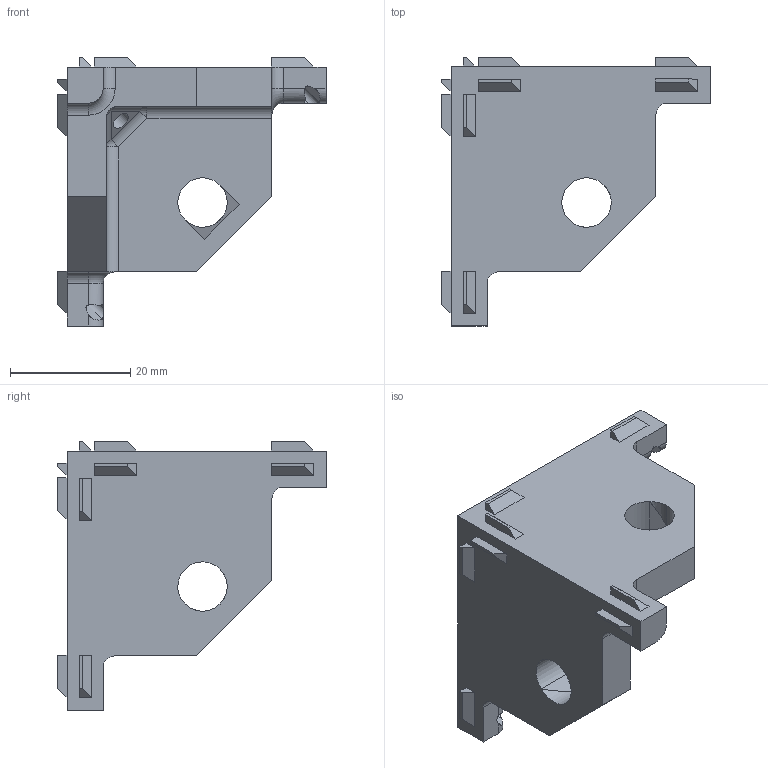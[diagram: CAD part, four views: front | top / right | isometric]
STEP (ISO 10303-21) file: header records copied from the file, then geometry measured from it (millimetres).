
FILE_DESCRIPTION(/* description */ (''),/* implementation_level */ '2;1');
FILE_NAME(/* name */ '40-010-0.stp',/* time_stamp */ '2023-05-16T13:46:31-04:00',/* author */ ('esanner'),/* organization */ (''),/* preprocessor_version */ 'ST-DEVELOPER v19',/* originating_system */ 'AutoCAD Mechanical',/* authorisation */ '');
FILE_SCHEMA (('AUTOMOTIVE_DESIGN { 1 0 10303 214 3 1 1 }'));
Length unit declared in the file: millimetre
Products named in the file (2): Product; 40-010-1
Assembly tree (1 placements, depth 2):
  Product
    40-010-1
Bounding box: 44.5 x 44.5 x 44.5 mm (x, y, z)
Volume: 17033.9 mm3; surface area: 7351.1 mm2
Topology: 1 solids, 1 shells, 152 faces, 387 edges, 246 vertices
Faces by surface type: plane 100, cylinder 44, sphere 3, torus 3, cone 2
Entity records: 4686 total; most frequent: CARTESIAN_POINT 925, DIRECTION 772, ORIENTED_EDGE 766, EDGE_CURVE 383, LINE 280, VECTOR 280, VERTEX_POINT 246, AXIS2_PLACEMENT_3D 246
